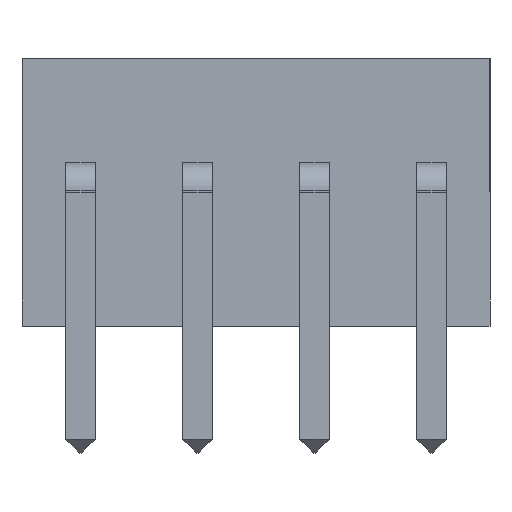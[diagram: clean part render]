
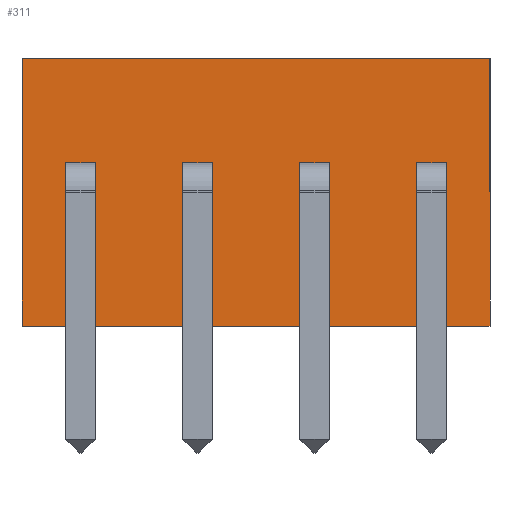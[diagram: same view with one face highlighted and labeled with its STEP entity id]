
A CAD part, left-side view. The second image highlights one B-rep face of the part: STEP entity #311.
In plain terms, the highlighted planar face has unit normal (-1, 0, 0).
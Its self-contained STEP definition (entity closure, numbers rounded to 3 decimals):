
#22 = VERTEX_POINT('',#23);
#23 = CARTESIAN_POINT('',(0.,0.,0.));
#31 = EDGE_CURVE('',#22,#32,#34,.T.);
#32 = VERTEX_POINT('',#33);
#33 = CARTESIAN_POINT('',(0.,0.,5.8)
  );
#34 = LINE('',#35,#36);
#35 = CARTESIAN_POINT('',(0.,0.,0.));
#36 = VECTOR('',#37,1.);
#37 = DIRECTION('',(0.,0.,1.));
#61 = EDGE_CURVE('',#22,#62,#64,.T.);
#62 = VERTEX_POINT('',#63);
#63 = CARTESIAN_POINT('',(0.,10.16,0.
    ));
#64 = LINE('',#65,#66);
#65 = CARTESIAN_POINT('',(0.,0.,0.));
#66 = VECTOR('',#67,1.);
#67 = DIRECTION('',(0.,1.,0.));
#291 = EDGE_CURVE('',#32,#292,#294,.T.);
#292 = VERTEX_POINT('',#293);
#293 = CARTESIAN_POINT('',(0.,10.16,5.8));
#294 = LINE('',#295,#296);
#295 = CARTESIAN_POINT('',(0.,0.,5.8)
  );
#296 = VECTOR('',#297,1.);
#297 = DIRECTION('',(0.,1.,0.));
#311 = ADVANCED_FACE('',(#312,#323,#357,#391,#425),#459,.F.);
#312 = FACE_BOUND('',#313,.F.);
#313 = EDGE_LOOP('',(#314,#315,#316,#322));
#314 = ORIENTED_EDGE('',*,*,#31,.F.);
#315 = ORIENTED_EDGE('',*,*,#61,.T.);
#316 = ORIENTED_EDGE('',*,*,#317,.T.);
#317 = EDGE_CURVE('',#62,#292,#318,.T.);
#318 = LINE('',#319,#320);
#319 = CARTESIAN_POINT('',(0.,10.16,
    0.));
#320 = VECTOR('',#321,1.);
#321 = DIRECTION('',(0.,0.,1.));
#322 = ORIENTED_EDGE('',*,*,#291,.F.);
#323 = FACE_BOUND('',#324,.F.);
#324 = EDGE_LOOP('',(#325,#335,#343,#351));
#325 = ORIENTED_EDGE('',*,*,#326,.F.);
#326 = EDGE_CURVE('',#327,#329,#331,.T.);
#327 = VERTEX_POINT('',#328);
#328 = CARTESIAN_POINT('',(0.,4.13,2.9));
#329 = VERTEX_POINT('',#330);
#330 = CARTESIAN_POINT('',(0.,4.13,3.54));
#331 = LINE('',#332,#333);
#332 = CARTESIAN_POINT('',(0.,4.13,1.45));
#333 = VECTOR('',#334,1.);
#334 = DIRECTION('',(0.,0.,1.));
#335 = ORIENTED_EDGE('',*,*,#336,.T.);
#336 = EDGE_CURVE('',#327,#337,#339,.T.);
#337 = VERTEX_POINT('',#338);
#338 = CARTESIAN_POINT('',(0.,3.49,2.9));
#339 = LINE('',#340,#341);
#340 = CARTESIAN_POINT('',(0.,1.745,2.9));
#341 = VECTOR('',#342,1.);
#342 = DIRECTION('',(0.,-1.,0.));
#343 = ORIENTED_EDGE('',*,*,#344,.T.);
#344 = EDGE_CURVE('',#337,#345,#347,.T.);
#345 = VERTEX_POINT('',#346);
#346 = CARTESIAN_POINT('',(0.,3.49,3.54));
#347 = LINE('',#348,#349);
#348 = CARTESIAN_POINT('',(0.,3.49,1.45));
#349 = VECTOR('',#350,1.);
#350 = DIRECTION('',(0.,0.,1.));
#351 = ORIENTED_EDGE('',*,*,#352,.F.);
#352 = EDGE_CURVE('',#329,#345,#353,.T.);
#353 = LINE('',#354,#355);
#354 = CARTESIAN_POINT('',(0.,1.745,3.54));
#355 = VECTOR('',#356,1.);
#356 = DIRECTION('',(0.,-1.,0.));
#357 = FACE_BOUND('',#358,.F.);
#358 = EDGE_LOOP('',(#359,#369,#377,#385));
#359 = ORIENTED_EDGE('',*,*,#360,.F.);
#360 = EDGE_CURVE('',#361,#363,#365,.T.);
#361 = VERTEX_POINT('',#362);
#362 = CARTESIAN_POINT('',(0.,1.59,2.9));
#363 = VERTEX_POINT('',#364);
#364 = CARTESIAN_POINT('',(0.,1.59,3.54));
#365 = LINE('',#366,#367);
#366 = CARTESIAN_POINT('',(0.,1.59,1.45));
#367 = VECTOR('',#368,1.);
#368 = DIRECTION('',(0.,0.,1.));
#369 = ORIENTED_EDGE('',*,*,#370,.T.);
#370 = EDGE_CURVE('',#361,#371,#373,.T.);
#371 = VERTEX_POINT('',#372);
#372 = CARTESIAN_POINT('',(0.,0.95,2.9));
#373 = LINE('',#374,#375);
#374 = CARTESIAN_POINT('',(0.,0.475,2.9));
#375 = VECTOR('',#376,1.);
#376 = DIRECTION('',(0.,-1.,0.));
#377 = ORIENTED_EDGE('',*,*,#378,.T.);
#378 = EDGE_CURVE('',#371,#379,#381,.T.);
#379 = VERTEX_POINT('',#380);
#380 = CARTESIAN_POINT('',(0.,0.95,3.54));
#381 = LINE('',#382,#383);
#382 = CARTESIAN_POINT('',(0.,0.95,1.45));
#383 = VECTOR('',#384,1.);
#384 = DIRECTION('',(0.,0.,1.));
#385 = ORIENTED_EDGE('',*,*,#386,.F.);
#386 = EDGE_CURVE('',#363,#379,#387,.T.);
#387 = LINE('',#388,#389);
#388 = CARTESIAN_POINT('',(0.,0.475,3.54));
#389 = VECTOR('',#390,1.);
#390 = DIRECTION('',(0.,-1.,0.));
#391 = FACE_BOUND('',#392,.F.);
#392 = EDGE_LOOP('',(#393,#403,#411,#419));
#393 = ORIENTED_EDGE('',*,*,#394,.F.);
#394 = EDGE_CURVE('',#395,#397,#399,.T.);
#395 = VERTEX_POINT('',#396);
#396 = CARTESIAN_POINT('',(0.,6.67,3.54));
#397 = VERTEX_POINT('',#398);
#398 = CARTESIAN_POINT('',(0.,6.03,3.54));
#399 = LINE('',#400,#401);
#400 = CARTESIAN_POINT('',(0.,3.015,3.54));
#401 = VECTOR('',#402,1.);
#402 = DIRECTION('',(0.,-1.,0.));
#403 = ORIENTED_EDGE('',*,*,#404,.F.);
#404 = EDGE_CURVE('',#405,#395,#407,.T.);
#405 = VERTEX_POINT('',#406);
#406 = CARTESIAN_POINT('',(0.,6.67,2.9));
#407 = LINE('',#408,#409);
#408 = CARTESIAN_POINT('',(0.,6.67,1.45));
#409 = VECTOR('',#410,1.);
#410 = DIRECTION('',(0.,0.,1.));
#411 = ORIENTED_EDGE('',*,*,#412,.T.);
#412 = EDGE_CURVE('',#405,#413,#415,.T.);
#413 = VERTEX_POINT('',#414);
#414 = CARTESIAN_POINT('',(0.,6.03,2.9));
#415 = LINE('',#416,#417);
#416 = CARTESIAN_POINT('',(0.,3.015,2.9));
#417 = VECTOR('',#418,1.);
#418 = DIRECTION('',(0.,-1.,0.));
#419 = ORIENTED_EDGE('',*,*,#420,.T.);
#420 = EDGE_CURVE('',#413,#397,#421,.T.);
#421 = LINE('',#422,#423);
#422 = CARTESIAN_POINT('',(0.,6.03,1.45));
#423 = VECTOR('',#424,1.);
#424 = DIRECTION('',(0.,0.,1.));
#425 = FACE_BOUND('',#426,.F.);
#426 = EDGE_LOOP('',(#427,#437,#445,#453));
#427 = ORIENTED_EDGE('',*,*,#428,.F.);
#428 = EDGE_CURVE('',#429,#431,#433,.T.);
#429 = VERTEX_POINT('',#430);
#430 = CARTESIAN_POINT('',(0.,9.21,2.9));
#431 = VERTEX_POINT('',#432);
#432 = CARTESIAN_POINT('',(0.,9.21,3.54));
#433 = LINE('',#434,#435);
#434 = CARTESIAN_POINT('',(0.,9.21,1.45));
#435 = VECTOR('',#436,1.);
#436 = DIRECTION('',(0.,0.,1.));
#437 = ORIENTED_EDGE('',*,*,#438,.T.);
#438 = EDGE_CURVE('',#429,#439,#441,.T.);
#439 = VERTEX_POINT('',#440);
#440 = CARTESIAN_POINT('',(0.,8.57,2.9));
#441 = LINE('',#442,#443);
#442 = CARTESIAN_POINT('',(0.,4.285,2.9));
#443 = VECTOR('',#444,1.);
#444 = DIRECTION('',(0.,-1.,0.));
#445 = ORIENTED_EDGE('',*,*,#446,.T.);
#446 = EDGE_CURVE('',#439,#447,#449,.T.);
#447 = VERTEX_POINT('',#448);
#448 = CARTESIAN_POINT('',(0.,8.57,3.54));
#449 = LINE('',#450,#451);
#450 = CARTESIAN_POINT('',(0.,8.57,1.45));
#451 = VECTOR('',#452,1.);
#452 = DIRECTION('',(0.,0.,1.));
#453 = ORIENTED_EDGE('',*,*,#454,.F.);
#454 = EDGE_CURVE('',#431,#447,#455,.T.);
#455 = LINE('',#456,#457);
#456 = CARTESIAN_POINT('',(0.,4.285,3.54));
#457 = VECTOR('',#458,1.);
#458 = DIRECTION('',(0.,-1.,0.));
#459 = PLANE('',#460);
#460 = AXIS2_PLACEMENT_3D('',#461,#462,#463);
#461 = CARTESIAN_POINT('',(0.,0.,0.));
#462 = DIRECTION('',(1.,0.,0.));
#463 = DIRECTION('',(0.,1.,0.));
